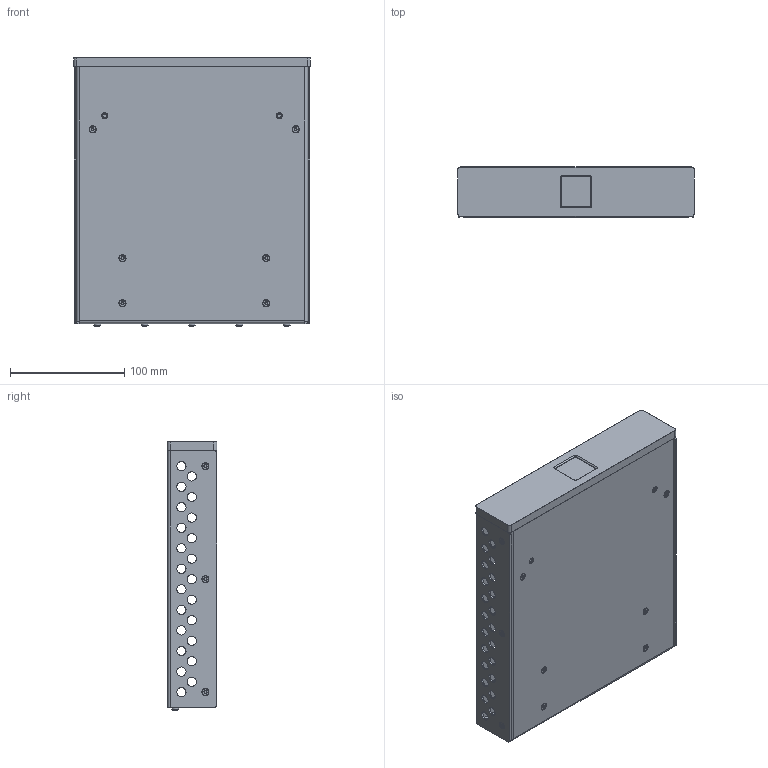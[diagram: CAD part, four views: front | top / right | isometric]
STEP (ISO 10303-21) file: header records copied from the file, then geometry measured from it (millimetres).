
FILE_DESCRIPTION(('FreeCAD Model'),'2;1');
FILE_NAME('NGTC-MCP4kR2 complete.step','2020-11-10T08:02:55',('Author'),(''), 'Open CASCADE STEP processor 7.3','FreeCAD','Unknown');
FILE_SCHEMA(('AUTOMOTIVE_DESIGN { 1 0 10303 214 1 1 1 1 }'));
Length unit declared in the file: millimetre
Products named in the file (45): 880019000_NGTC-MCP4k_Genesis; 5850880_Base_Panel_incl_silkscreen_print; 5820880_Base_Panel; 5820881_Front_Panel; 5820882_Top_Cover; 563300681; 563300681001; 563300681002; 563300681003; 563300681004; 563300681005; 5910040_Display_Glass; 563300681006; 563300681007; 563300681008; 563300681009; 563300681010; 563300681011; 562300621; 562300621001; 562300621002; 562300621003; 562300621004
Assembly tree (23 placements, depth 3):
  880019000_NGTC-MCP4k_Genesis
    5850880_Base_Panel_incl_silkscreen_print
      5820880_Base_Panel
    5820881_Front_Panel
    5820882_Top_Cover
    563300681
    563300681001
    563300681002
    563300681003
    563300681004
    563300681005
    5910040_Display_Glass
    563300681006
    563300681007
    563300681008
    563300681009
    563300681010
    563300681011
    562300621
    562300621001
    562300621002
    562300621003
    562300621004
  5820880_Base_Panel
  5850880_Base_Panel_incl_silkscreen_print
    5820880_Base_Panel
  5820881_Front_Panel
  563300681004
Bounding box: 207.5 x 43.5 x 235.5 mm (x, y, z)
Volume: 641953 mm3; surface area: 662817 mm2
Topology: 67 solids, 67 shells, 5770 faces, 32620 edges, 77830 vertices
Faces by surface type: plane 3026, cylinder 2052, cone 392, torus 208, bspline 72, sphere 20
Entity records: 516983 total; most frequent: CARTESIAN_POINT 153174, DIRECTION 62214, LINE 38770, VECTOR 38770, ORIENTED_EDGE 25756, PCURVE 25756, DEFINITIONAL_REPRESENTATION 25756, EDGE_CURVE 12878
